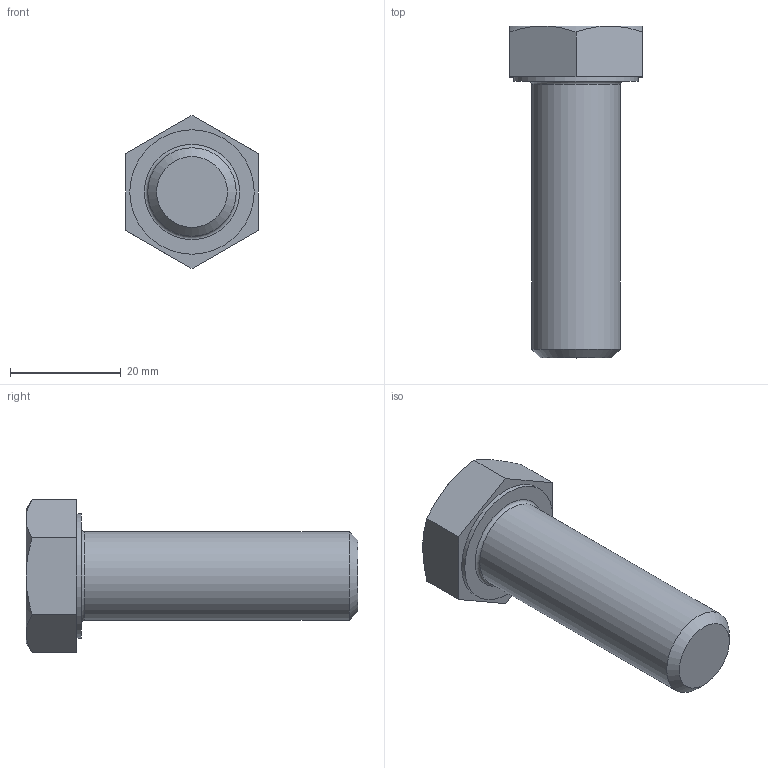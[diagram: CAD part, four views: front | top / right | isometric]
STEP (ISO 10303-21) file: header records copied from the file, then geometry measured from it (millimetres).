
FILE_DESCRIPTION(('STEP AP242'), '1');
FILE_NAME('Åõ ÄÂÃ 102 áëîê ìàãíèòà, òîðöåâîé,òèïîâîé ðàçìåð, áîëò', '', ('UNSPECIFIED'), ('UNSPECIFIED'), 'C3D Converter', 'C3D Toolkit', '');
FILE_SCHEMA(('AP242_MANAGED_MODEL_BASED_3D_ENGINEERING_MIM_LF { 1 0 10303 442 1 1 4 }'));
Length unit declared in the file: millimetre
Products named in the file (4): АТФЕ.684119.171-400; АТФЕ.758121.171
Assembly tree (3 placements, depth 3):
  АТФЕ.684119.171-400
    АТФЕ.758121.171
      (unnamed)
    (unnamed)
Bounding box: 24 x 60 x 27.71 mm (x, y, z)
Volume: 14260.7 mm3; surface area: 5753.7 mm2
Topology: 2 solids, 2 shells, 25 faces, 46 edges, 28 vertices
Faces by surface type: plane 13, cone 7, cylinder 4, torus 1
Full cylindrical faces by diameter (mm): 16 x1, 20 x2, 22.49 x1
Entity records: 1710 total; most frequent: CARTESIAN_POINT 472, DIRECTION 232, AXIS2_PLACEMENT_3D 110, ORIENTED_EDGE 80, EXTERNALLY_DEFINED_TEXT_FONT 61, EXTERNAL_SOURCE 61, TEXT_LITERAL_WITH_EXTENT 43, PLANAR_EXTENT 43
